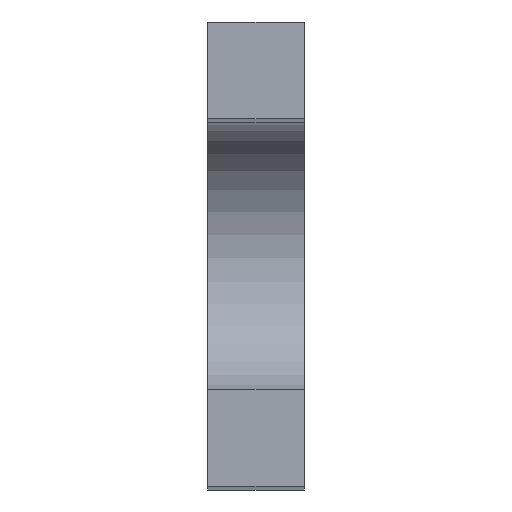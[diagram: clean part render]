
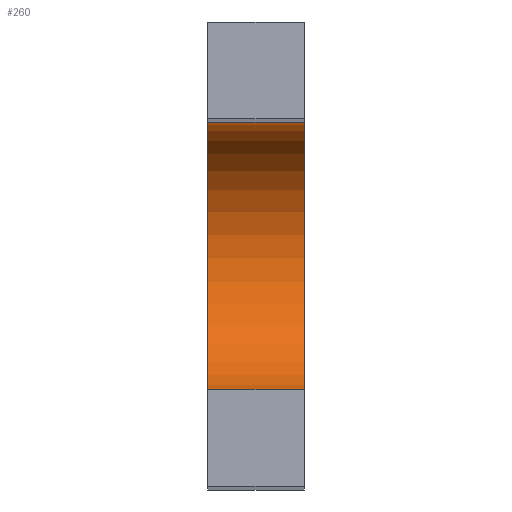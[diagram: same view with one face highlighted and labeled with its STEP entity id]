
A CAD part, top view. The second image highlights one B-rep face of the part: STEP entity #260.
In plain terms, the highlighted cylindrical face has radius 4.2 mm (diameter 8.4 mm), a partial arc.
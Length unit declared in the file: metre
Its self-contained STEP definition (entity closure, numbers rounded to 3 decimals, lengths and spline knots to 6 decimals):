
#31=LINE('',#384,#61);
#32=LINE('',#388,#62);
#61=VECTOR('',#313,1.);
#62=VECTOR('',#316,1.);
#91=ORIENTED_EDGE('',*,*,#163,.F.);
#92=ORIENTED_EDGE('',*,*,#164,.F.);
#93=ORIENTED_EDGE('',*,*,#165,.T.);
#94=ORIENTED_EDGE('',*,*,#166,.T.);
#163=EDGE_CURVE('',#199,#200,#223,.T.);
#164=EDGE_CURVE('',#201,#199,#31,.T.);
#165=EDGE_CURVE('',#201,#202,#224,.T.);
#166=EDGE_CURVE('',#202,#200,#32,.T.);
#199=VERTEX_POINT('',#382);
#200=VERTEX_POINT('',#383);
#201=VERTEX_POINT('',#385);
#202=VERTEX_POINT('',#387);
#223=CIRCLE('',#288,0.0042);
#224=CIRCLE('',#289,0.0042);
#229=EDGE_LOOP('',(#91,#92,#93,#94));
#243=FACE_BOUND('',#229,.T.);
#257=CYLINDRICAL_SURFACE('',#287,0.0042);
#260=ADVANCED_FACE('',(#243),#257,.F.);
#287=AXIS2_PLACEMENT_3D('',#380,#309,#310);
#288=AXIS2_PLACEMENT_3D('',#381,#311,#312);
#289=AXIS2_PLACEMENT_3D('',#386,#314,#315);
#309=DIRECTION('',(-1.,0.,0.));
#310=DIRECTION('',(0.,0.,1.));
#311=DIRECTION('',(1.,0.,0.));
#312=DIRECTION('',(0.,0.,-1.));
#313=DIRECTION('',(-1.,0.,0.));
#314=DIRECTION('',(1.,0.,0.));
#315=DIRECTION('',(0.,0.,-1.));
#316=DIRECTION('',(-1.,0.,0.));
#380=CARTESIAN_POINT('',(0.0015,0.,0.03));
#381=CARTESIAN_POINT('',(-0.0015,0.,0.03));
#382=CARTESIAN_POINT('',(-0.0015,-0.0042,0.03));
#383=CARTESIAN_POINT('',(-0.0015,0.0042,0.03));
#384=CARTESIAN_POINT('',(0.0015,-0.0042,0.03));
#385=CARTESIAN_POINT('',(0.0015,-0.0042,0.03));
#386=CARTESIAN_POINT('',(0.0015,0.,0.03));
#387=CARTESIAN_POINT('',(0.0015,0.0042,0.03));
#388=CARTESIAN_POINT('',(0.0015,0.0042,0.03));
